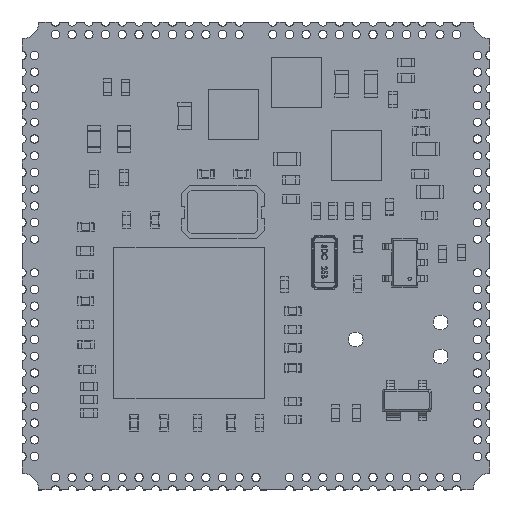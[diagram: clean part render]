
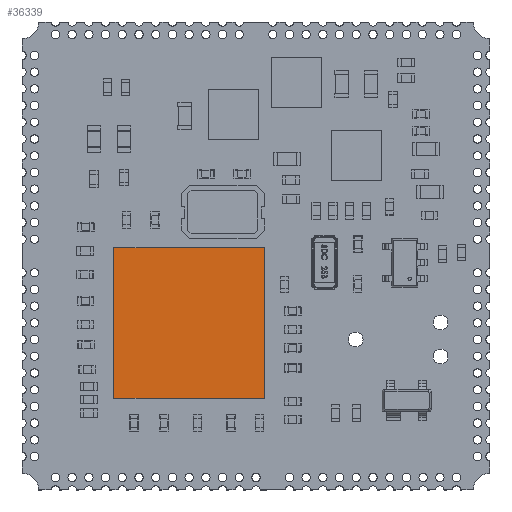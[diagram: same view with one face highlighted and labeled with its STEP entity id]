
A CAD part, top view. The second image highlights one B-rep face of the part: STEP entity #36339.
In plain terms, the highlighted planar face has unit normal (0, 0, 1).
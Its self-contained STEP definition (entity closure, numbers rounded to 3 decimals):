
#36210 = VERTEX_POINT('',#36211);
#36211 = CARTESIAN_POINT('',(-4.5,-4.5,0.85));
#36217 = EDGE_CURVE('',#36210,#36218,#36220,.T.);
#36218 = VERTEX_POINT('',#36219);
#36219 = CARTESIAN_POINT('',(-4.5,4.5,0.85));
#36220 = LINE('',#36221,#36222);
#36221 = CARTESIAN_POINT('',(-4.5,-4.5,0.85));
#36222 = VECTOR('',#36223,1.);
#36223 = DIRECTION('',(0.,1.,0.));
#36248 = EDGE_CURVE('',#36218,#36249,#36251,.T.);
#36249 = VERTEX_POINT('',#36250);
#36250 = CARTESIAN_POINT('',(4.5,4.5,0.85));
#36251 = LINE('',#36252,#36253);
#36252 = CARTESIAN_POINT('',(-4.5,4.5,0.85));
#36253 = VECTOR('',#36254,1.);
#36254 = DIRECTION('',(1.,0.,0.));
#36279 = EDGE_CURVE('',#36249,#36280,#36282,.T.);
#36280 = VERTEX_POINT('',#36281);
#36281 = CARTESIAN_POINT('',(4.5,-4.5,0.85));
#36282 = LINE('',#36283,#36284);
#36283 = CARTESIAN_POINT('',(4.5,4.5,0.85));
#36284 = VECTOR('',#36285,1.);
#36285 = DIRECTION('',(0.,-1.,0.));
#36310 = EDGE_CURVE('',#36280,#36210,#36311,.T.);
#36311 = LINE('',#36312,#36313);
#36312 = CARTESIAN_POINT('',(4.5,-4.5,0.85));
#36313 = VECTOR('',#36314,1.);
#36314 = DIRECTION('',(-1.,0.,0.));
#36339 = ADVANCED_FACE('',(#36340),#36346,.F.);
#36340 = FACE_BOUND('',#36341,.F.);
#36341 = EDGE_LOOP('',(#36342,#36343,#36344,#36345));
#36342 = ORIENTED_EDGE('',*,*,#36217,.T.);
#36343 = ORIENTED_EDGE('',*,*,#36248,.T.);
#36344 = ORIENTED_EDGE('',*,*,#36279,.T.);
#36345 = ORIENTED_EDGE('',*,*,#36310,.T.);
#36346 = PLANE('',#36347);
#36347 = AXIS2_PLACEMENT_3D('',#36348,#36349,#36350);
#36348 = CARTESIAN_POINT('',(0.,0.,0.85));
#36349 = DIRECTION('',(-0.,-0.,-1.));
#36350 = DIRECTION('',(-1.,0.,0.));
